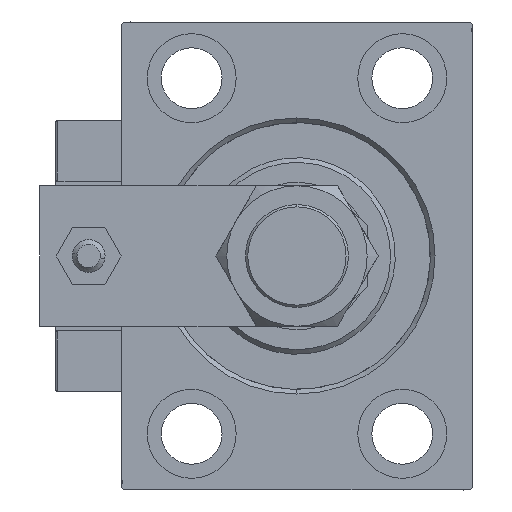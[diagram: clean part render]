
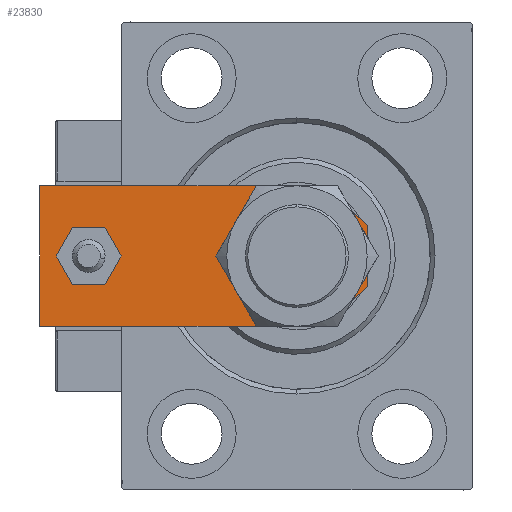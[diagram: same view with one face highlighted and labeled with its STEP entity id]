
A CAD part, left-side view. The second image highlights one B-rep face of the part: STEP entity #23830.
In plain terms, the highlighted face is planar.
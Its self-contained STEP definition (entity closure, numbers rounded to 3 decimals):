
#1046 = CIRCLE ( 'NONE', #7827, 4. ) ;
#2087 = EDGE_CURVE ( 'NONE', #49370, #20519, #12365, .T. ) ;
#2143 = DIRECTION ( 'NONE',  ( 1., 0., 0. ) ) ;
#2522 = DIRECTION ( 'NONE',  ( 1., 0., 0. ) ) ;
#2526 = VECTOR ( 'NONE', #3715, 1000. ) ;
#3449 = CARTESIAN_POINT ( 'NONE',  ( 15., 70., 8. ) ) ;
#3715 = DIRECTION ( 'NONE',  ( -1., 0., 0. ) ) ;
#3819 = AXIS2_PLACEMENT_3D ( 'NONE', #12594, #48709, #28815 ) ;
#3831 = EDGE_CURVE ( 'NONE', #20786, #49370, #19912, .T. ) ;
#3916 = ORIENTED_EDGE ( 'NONE', *, *, #26185, .T. ) ;
#5027 = DIRECTION ( 'NONE',  ( 0.707, 0.707, 0. ) ) ;
#5625 = EDGE_LOOP ( 'NONE', ( #47212, #13133 ) ) ;
#6328 = VERTEX_POINT ( 'NONE', #34753 ) ;
#6575 = LINE ( 'NONE', #18283, #34557 ) ;
#7827 = AXIS2_PLACEMENT_3D ( 'NONE', #52229, #44800, #40831 ) ;
#8661 = CARTESIAN_POINT ( 'NONE',  ( -15., 70., 8. ) ) ;
#9054 = CARTESIAN_POINT ( 'NONE',  ( 15., 70., 8. ) ) ;
#10918 = DIRECTION ( 'NONE',  ( 1., 0., 0. ) ) ;
#12365 = LINE ( 'NONE', #8661, #52480 ) ;
#12594 = CARTESIAN_POINT ( 'NONE',  ( 0., 15., 8. ) ) ;
#13133 = ORIENTED_EDGE ( 'NONE', *, *, #32536, .F. ) ;
#13979 = AXIS2_PLACEMENT_3D ( 'NONE', #14092, #39047, #2143 ) ;
#14049 = VECTOR ( 'NONE', #28719, 1000. ) ;
#14092 = CARTESIAN_POINT ( 'NONE',  ( 0., 0., 8. ) ) ;
#14809 = VECTOR ( 'NONE', #2522, 1000. ) ;
#17851 = VERTEX_POINT ( 'NONE', #22211 ) ;
#18090 = FACE_BOUND ( 'NONE', #5625, .T. ) ;
#18283 = CARTESIAN_POINT ( 'NONE',  ( 15., 0., 8. ) ) ;
#18338 = CARTESIAN_POINT ( 'NONE',  ( 6.5, 0., 8. ) ) ;
#18610 = FACE_BOUND ( 'NONE', #48932, .T. ) ;
#18728 = CARTESIAN_POINT ( 'NONE',  ( -15., 0., 8. ) ) ;
#19912 = LINE ( 'NONE', #3449, #2526 ) ;
#20222 = CIRCLE ( 'NONE', #21937, 4. ) ;
#20519 = VERTEX_POINT ( 'NONE', #48631 ) ;
#20786 = VERTEX_POINT ( 'NONE', #9054 ) ;
#20866 = DIRECTION ( 'NONE',  ( 0., -1., 0. ) ) ;
#21310 = CARTESIAN_POINT ( 'NONE',  ( -4., 59.5, 8. ) ) ;
#21937 = AXIS2_PLACEMENT_3D ( 'NONE', #27397, #31643, #10918 ) ;
#21948 = VERTEX_POINT ( 'NONE', #49618 ) ;
#22211 = CARTESIAN_POINT ( 'NONE',  ( 10., 15., 8. ) ) ;
#22251 = EDGE_CURVE ( 'NONE', #6328, #29833, #22708, .T. ) ;
#22708 = LINE ( 'NONE', #18728, #14809 ) ;
#22780 = DIRECTION ( 'NONE',  ( 0., 1., 0. ) ) ;
#23321 = EDGE_CURVE ( 'NONE', #21948, #17851, #41967, .T. ) ;
#23830 = ADVANCED_FACE ( 'NONE', ( #18090, #31357, #18610 ), #46493, .T. ) ;
#24020 = EDGE_CURVE ( 'NONE', #29833, #35157, #37687, .T. ) ;
#26185 = EDGE_CURVE ( 'NONE', #20519, #6328, #49146, .T. ) ;
#27397 = CARTESIAN_POINT ( 'NONE',  ( 0., 59.5, 8. ) ) ;
#27730 = CARTESIAN_POINT ( 'NONE',  ( -3.25, -3.25, 8. ) ) ;
#28133 = DIRECTION ( 'NONE',  ( 0., 0., 1. ) ) ;
#28392 = CARTESIAN_POINT ( 'NONE',  ( -15., 70., 8. ) ) ;
#28719 = DIRECTION ( 'NONE',  ( 0.707, -0.707, 0. ) ) ;
#28815 = DIRECTION ( 'NONE',  ( 1., 0., 0. ) ) ;
#29833 = VERTEX_POINT ( 'NONE', #18338 ) ;
#30160 = EDGE_CURVE ( 'NONE', #35157, #20786, #6575, .T. ) ;
#30367 = CIRCLE ( 'NONE', #39677, 10. ) ;
#31321 = CARTESIAN_POINT ( 'NONE',  ( 0., 15., 8. ) ) ;
#31357 = FACE_OUTER_BOUND ( 'NONE', #43652, .T. ) ;
#31643 = DIRECTION ( 'NONE',  ( 0., 0., 1. ) ) ;
#32536 = EDGE_CURVE ( 'NONE', #38857, #50556, #20222, .T. ) ;
#32935 = CARTESIAN_POINT ( 'NONE',  ( 3.25, -3.25, 8. ) ) ;
#33288 = ORIENTED_EDGE ( 'NONE', *, *, #22251, .T. ) ;
#33751 = CARTESIAN_POINT ( 'NONE',  ( 4., 59.5, 8. ) ) ;
#34557 = VECTOR ( 'NONE', #22780, 1000. ) ;
#34753 = CARTESIAN_POINT ( 'NONE',  ( -6.5, 0., 8. ) ) ;
#35157 = VERTEX_POINT ( 'NONE', #51303 ) ;
#36581 = ORIENTED_EDGE ( 'NONE', *, *, #23321, .F. ) ;
#37426 = ORIENTED_EDGE ( 'NONE', *, *, #3831, .T. ) ;
#37509 = ORIENTED_EDGE ( 'NONE', *, *, #49271, .F. ) ;
#37687 = LINE ( 'NONE', #32935, #50446 ) ;
#38857 = VERTEX_POINT ( 'NONE', #33751 ) ;
#39047 = DIRECTION ( 'NONE',  ( 0., 0., 1. ) ) ;
#39614 = ORIENTED_EDGE ( 'NONE', *, *, #2087, .T. ) ;
#39677 = AXIS2_PLACEMENT_3D ( 'NONE', #31321, #28133, #40074 ) ;
#40074 = DIRECTION ( 'NONE',  ( 1., 0., 0. ) ) ;
#40831 = DIRECTION ( 'NONE',  ( 1., 0., 0. ) ) ;
#41967 = CIRCLE ( 'NONE', #3819, 10. ) ;
#43652 = EDGE_LOOP ( 'NONE', ( #39614, #3916, #33288, #50674, #47296, #37426 ) ) ;
#44341 = EDGE_CURVE ( 'NONE', #50556, #38857, #1046, .T. ) ;
#44800 = DIRECTION ( 'NONE',  ( 0., 0., 1. ) ) ;
#46493 = PLANE ( 'NONE',  #13979 ) ;
#47212 = ORIENTED_EDGE ( 'NONE', *, *, #44341, .F. ) ;
#47296 = ORIENTED_EDGE ( 'NONE', *, *, #30160, .T. ) ;
#48631 = CARTESIAN_POINT ( 'NONE',  ( -15., 8.5, 8. ) ) ;
#48709 = DIRECTION ( 'NONE',  ( 0., 0., 1. ) ) ;
#48932 = EDGE_LOOP ( 'NONE', ( #36581, #37509 ) ) ;
#49146 = LINE ( 'NONE', #27730, #14049 ) ;
#49271 = EDGE_CURVE ( 'NONE', #17851, #21948, #30367, .T. ) ;
#49370 = VERTEX_POINT ( 'NONE', #28392 ) ;
#49618 = CARTESIAN_POINT ( 'NONE',  ( -10., 15., 8. ) ) ;
#50446 = VECTOR ( 'NONE', #5027, 1000. ) ;
#50556 = VERTEX_POINT ( 'NONE', #21310 ) ;
#50674 = ORIENTED_EDGE ( 'NONE', *, *, #24020, .T. ) ;
#51303 = CARTESIAN_POINT ( 'NONE',  ( 15., 8.5, 8. ) ) ;
#52229 = CARTESIAN_POINT ( 'NONE',  ( 0., 59.5, 8. ) ) ;
#52480 = VECTOR ( 'NONE', #20866, 1000. ) ;
